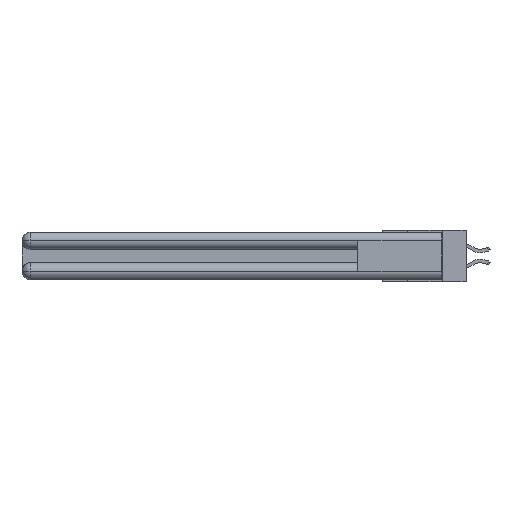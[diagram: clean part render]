
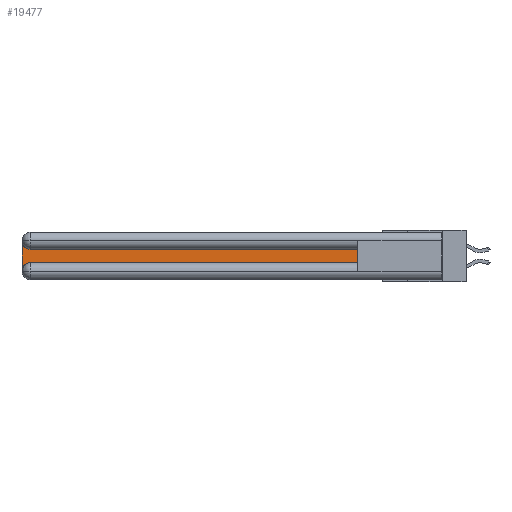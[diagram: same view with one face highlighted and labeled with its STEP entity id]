
A CAD part, left-side view. The second image highlights one B-rep face of the part: STEP entity #19477.
In plain terms, the highlighted planar face has unit normal (-1, 0, 0).
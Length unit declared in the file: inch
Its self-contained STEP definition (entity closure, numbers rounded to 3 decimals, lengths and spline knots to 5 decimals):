
#135 = ORIENTED_EDGE ( 'NONE', *, *, #16809, .T. ) ;
#1430 = VECTOR ( 'NONE', #11771, 39.37008 ) ;
#1528 = DIRECTION ( 'NONE',  ( 1., 0., 0. ) ) ;
#1561 = VERTEX_POINT ( 'NONE', #5960 ) ;
#1766 = DIRECTION ( 'NONE',  ( 1., 0., 0. ) ) ;
#1958 = DIRECTION ( 'NONE',  ( 0., 0., -1. ) ) ;
#2878 = EDGE_CURVE ( 'NONE', #21973, #7189, #19007, .T. ) ;
#3530 = VECTOR ( 'NONE', #19195, 39.37008 ) ;
#4712 = CARTESIAN_POINT ( 'NONE',  ( 0.075, 2.94, -0.2175 ) ) ;
#4805 = CARTESIAN_POINT ( 'NONE',  ( 0.075, 0.6, -0.2175 ) ) ;
#5131 = CARTESIAN_POINT ( 'NONE',  ( 0.075, 3., -0.0625 ) ) ;
#5399 = CARTESIAN_POINT ( 'NONE',  ( 0.075, 3., -0.2775 ) ) ;
#5960 = CARTESIAN_POINT ( 'NONE',  ( 0.075, 0.6, -0.1225 ) ) ;
#6690 = DIRECTION ( 'NONE',  ( 0., 1., 0. ) ) ;
#7091 = ORIENTED_EDGE ( 'NONE', *, *, #16337, .T. ) ;
#7189 = VERTEX_POINT ( 'NONE', #18091 ) ;
#7813 = VERTEX_POINT ( 'NONE', #5131 ) ;
#9551 = CIRCLE ( 'NONE', #24176, 0.06 ) ;
#9918 = CIRCLE ( 'NONE', #27043, 0.06 ) ;
#10399 = CARTESIAN_POINT ( 'NONE',  ( 0.075, 2.94, -0.2775 ) ) ;
#10737 = EDGE_CURVE ( 'NONE', #7189, #1561, #16022, .T. ) ;
#11771 = DIRECTION ( 'NONE',  ( 0., 0., -1. ) ) ;
#12191 = VERTEX_POINT ( 'NONE', #21531 ) ;
#12431 = LINE ( 'NONE', #21940, #26190 ) ;
#12615 = CARTESIAN_POINT ( 'NONE',  ( 0.075, 3., -0.1225 ) ) ;
#13883 = EDGE_CURVE ( 'NONE', #1561, #12191, #12431, .T. ) ;
#14041 = CARTESIAN_POINT ( 'NONE',  ( 0.075, 3., -0.2175 ) ) ;
#14432 = VERTEX_POINT ( 'NONE', #5399 ) ;
#14527 = AXIS2_PLACEMENT_3D ( 'NONE', #12615, #1528, #25204 ) ;
#14982 = DIRECTION ( 'NONE',  ( 0., 0., -1. ) ) ;
#15080 = ORIENTED_EDGE ( 'NONE', *, *, #27789, .T. ) ;
#16022 = LINE ( 'NONE', #4805, #17038 ) ;
#16337 = EDGE_CURVE ( 'NONE', #12191, #7813, #9918, .T. ) ;
#16809 = EDGE_CURVE ( 'NONE', #14432, #21973, #9551, .T. ) ;
#17038 = VECTOR ( 'NONE', #19579, 39.37008 ) ;
#18091 = CARTESIAN_POINT ( 'NONE',  ( 0.075, 0.6, -0.2175 ) ) ;
#19007 = LINE ( 'NONE', #21096, #3530 ) ;
#19195 = DIRECTION ( 'NONE',  ( 0., -1., 0. ) ) ;
#19477 = ADVANCED_FACE ( 'NONE', ( #23892 ), #27268, .F. ) ;
#19579 = DIRECTION ( 'NONE',  ( 0., 0., 1. ) ) ;
#20700 = ORIENTED_EDGE ( 'NONE', *, *, #13883, .T. ) ;
#21096 = CARTESIAN_POINT ( 'NONE',  ( 0.075, 0.6, -0.2175 ) ) ;
#21366 = DIRECTION ( 'NONE',  ( 1., 0., 0. ) ) ;
#21531 = CARTESIAN_POINT ( 'NONE',  ( 0.075, 2.94, -0.1225 ) ) ;
#21940 = CARTESIAN_POINT ( 'NONE',  ( 0.075, 0.6, -0.1225 ) ) ;
#21973 = VERTEX_POINT ( 'NONE', #4712 ) ;
#23081 = ORIENTED_EDGE ( 'NONE', *, *, #2878, .T. ) ;
#23331 = CARTESIAN_POINT ( 'NONE',  ( 0.075, 2.94, -0.0625 ) ) ;
#23892 = FACE_OUTER_BOUND ( 'NONE', #26584, .T. ) ;
#24176 = AXIS2_PLACEMENT_3D ( 'NONE', #10399, #1766, #1958 ) ;
#24526 = ORIENTED_EDGE ( 'NONE', *, *, #10737, .T. ) ;
#25204 = DIRECTION ( 'NONE',  ( 0., 0., -1. ) ) ;
#25282 = LINE ( 'NONE', #14041, #1430 ) ;
#26190 = VECTOR ( 'NONE', #6690, 39.37008 ) ;
#26584 = EDGE_LOOP ( 'NONE', ( #20700, #7091, #15080, #135, #23081, #24526 ) ) ;
#27043 = AXIS2_PLACEMENT_3D ( 'NONE', #23331, #21366, #14982 ) ;
#27268 = PLANE ( 'NONE',  #14527 ) ;
#27789 = EDGE_CURVE ( 'NONE', #7813, #14432, #25282, .T. ) ;
